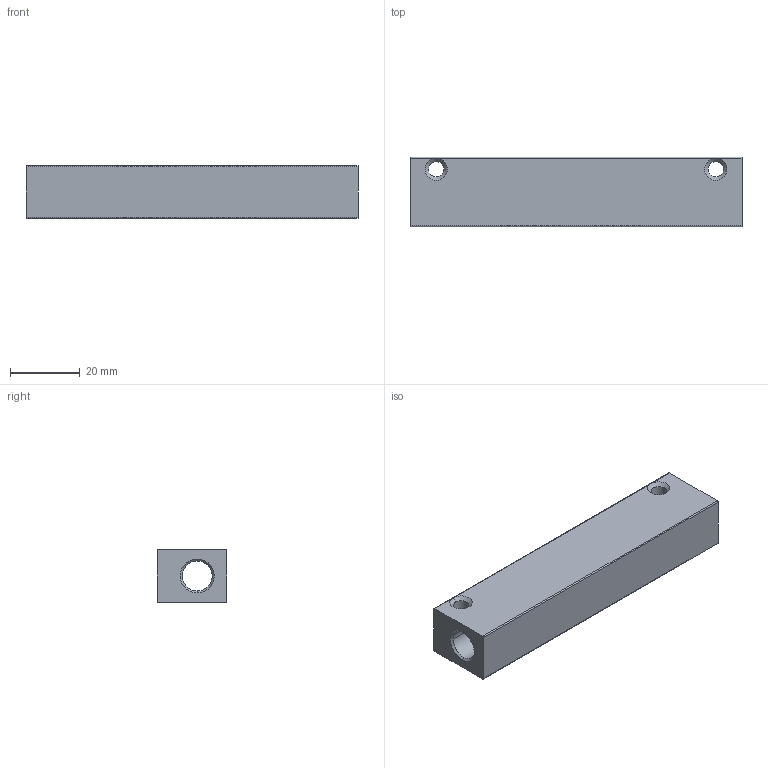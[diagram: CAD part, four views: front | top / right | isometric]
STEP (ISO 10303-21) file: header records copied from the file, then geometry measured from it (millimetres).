
FILE_DESCRIPTION(('STEP AP214'),'1');
FILE_NAME('3311_19_10_07.stp','2016-07-07T14:26:14',('TraceParts'),('TraceParts S.A.'),'Spatial InterOp 3D',' ',' ');
FILE_SCHEMA(('automotive_design'));
Length unit declared in the file: millimetre
Products named in the file (1): Solide1
Bounding box: 95 x 20 x 15 mm (x, y, z)
Volume: 21816.9 mm3; surface area: 10415.2 mm2
Topology: 1 solids, 1 shells, 58 faces, 188 edges, 121 vertices
Faces by surface type: cone 26, cylinder 26, plane 6
Entity records: 2852 total; most frequent: CARTESIAN_POINT 613, DIRECTION 391, ORIENTED_EDGE 376, EDGE_CURVE 188, AXIS2_PLACEMENT_3D 158, VERTEX_POINT 121, CIRCLE 99, LINE 75
